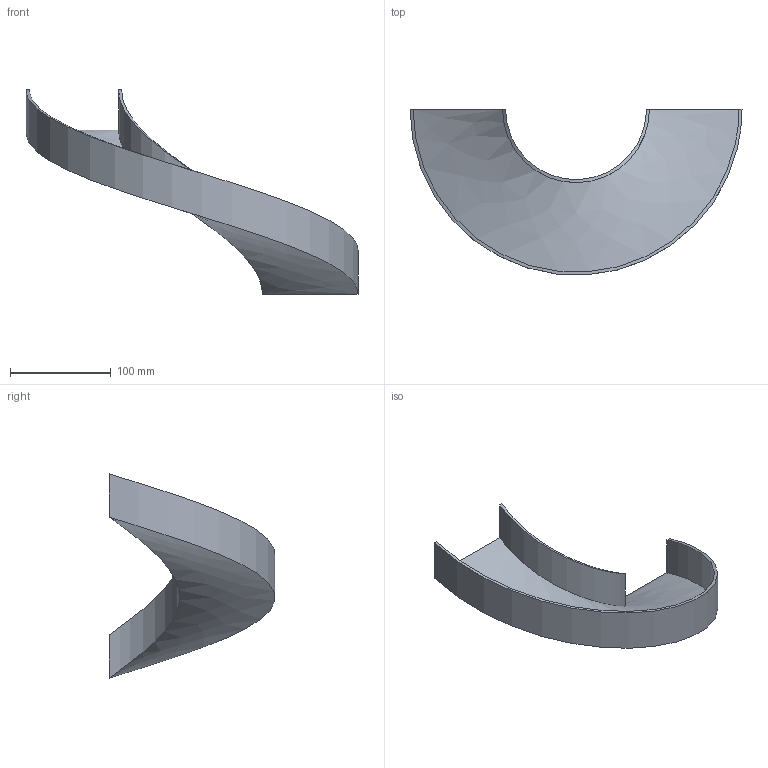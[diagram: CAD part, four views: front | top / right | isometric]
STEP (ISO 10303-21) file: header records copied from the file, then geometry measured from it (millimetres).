
FILE_DESCRIPTION(/* description */ (''),/* implementation_level */ '2;1');
FILE_NAME(/* name */ '10000486758tmm000.stp',/* time_stamp */ '2023-10-30T09:56:06+01:00',/* author */ ('j.lemke'),/* organization */ (''),/* preprocessor_version */ 'ST-DEVELOPER v18.1',/* originating_system */ 'Autodesk Inventor 2021',/* authorisation */ '');
FILE_SCHEMA (('AUTOMOTIVE_DESIGN { 1 0 10303 214 3 1 1 }'));
Length unit declared in the file: millimetre
Products named in the file (1): 10000486758000TMM
Bounding box: 330 x 164.67 x 203 mm (x, y, z)
Volume: 193796.9 mm3; surface area: 139064.4 mm2
Topology: 1 solids, 1 shells, 10 faces, 24 edges, 16 vertices
Faces by surface type: bspline 4, cylinder 4, plane 2
Entity records: 649 total; most frequent: CARTESIAN_POINT 399, ORIENTED_EDGE 48, DIRECTION 30, EDGE_CURVE 24, LINE 16, VECTOR 16, VERTEX_POINT 16, FACE_OUTER_BOUND 10
